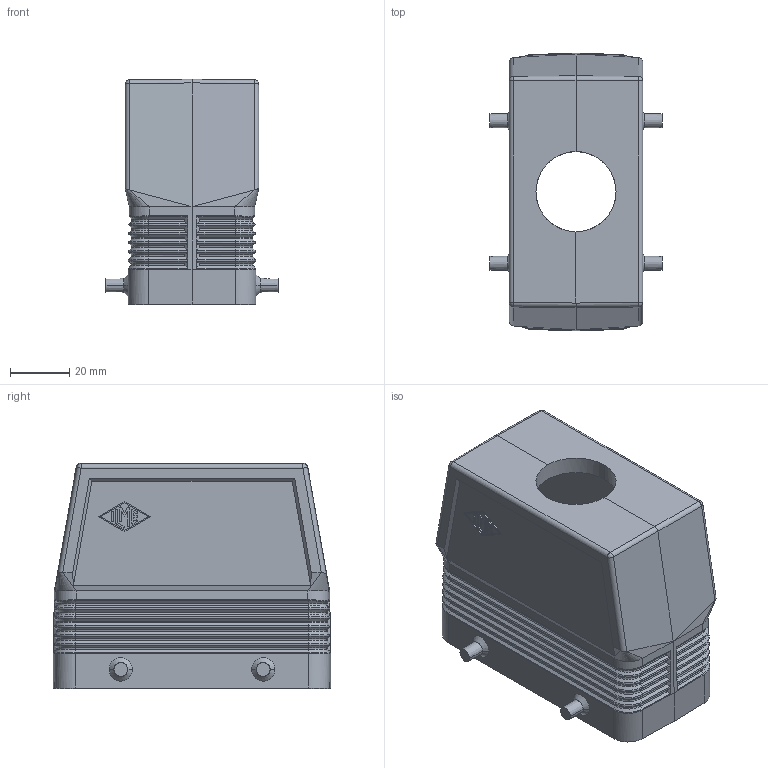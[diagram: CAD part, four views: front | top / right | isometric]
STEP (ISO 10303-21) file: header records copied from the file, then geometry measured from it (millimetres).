
FILE_DESCRIPTION(('Creo Elements/Direct Modeling STEP Export'),'2;1');
FILE_NAME('0ln7tug4dn4uiak3184','2017-11-14T 9:58:18',(''),(''),'PTC Creo Elements/Direct Modeling STEP processor for AP214 (Solid Model)','PTC Creo Elements/Direct Modeling 19.0E 27-Jun-2016 (C) Parametric Technology GmbH','');
FILE_SCHEMA(('AUTOMOTIVE_DESIGN { 1 0 10303 214 1 1 1 1 }'));
Length unit declared in the file: millimetre
Products named in the file (2): CFV_16.21
Assembly tree (1 placements, depth 2):
  CFV_16.21
    CFV_16.21
Bounding box: 58 x 93.5 x 76 mm (x, y, z)
Volume: 90495.8 mm3; surface area: 44004 mm2
Topology: 1 solids, 1 shells, 525 faces, 1259 edges, 742 vertices
Faces by surface type: plane 238, cylinder 135, cone 72, torus 48, bspline 28, sphere 4
Entity records: 23019 total; most frequent: CARTESIAN_POINT 6998, ORIENTED_EDGE 2504, DIRECTION 2403, EDGE_CURVE 1252, AXIS2_PLACEMENT_3D 855, VERTEX_POINT 742, VECTOR 693, LINE 693
